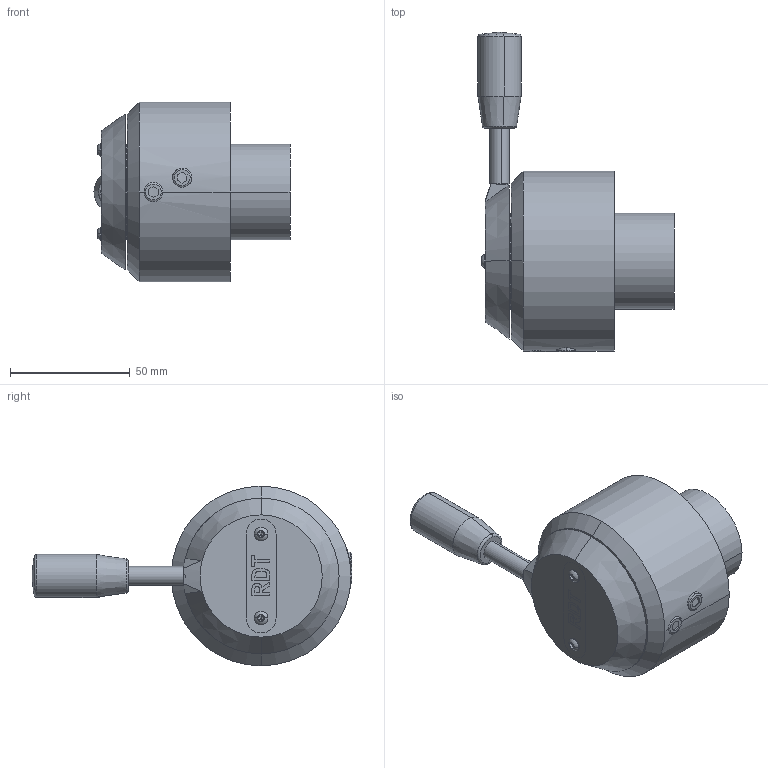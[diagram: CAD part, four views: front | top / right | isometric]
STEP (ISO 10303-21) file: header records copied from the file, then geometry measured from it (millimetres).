
FILE_DESCRIPTION (( 'STEP AP214' ), '1' );
FILE_NAME ('P-102-030-rev-B-1.STEP', '2021-06-02T14:05:23', ( '' ), ( '' ), 'SwSTEP 2.0', 'SolidWorks 2021', '' );
FILE_SCHEMA (( 'AUTOMOTIVE_DESIGN' ));
Length unit declared in the file: millimetre
Products named in the file (1): P-102-030-rev-B-1
Bounding box: 81.79 x 133.33 x 75 mm (x, y, z)
Volume: 252579.7 mm3; surface area: 38448.9 mm2
Topology: 6 solids, 6 shells, 281 faces, 670 edges, 415 vertices
Faces by surface type: plane 115, cylinder 90, cone 43, bspline 17, torus 10, sphere 6
Entity records: 12766 total; most frequent: CARTESIAN_POINT 3508, ORIENTED_EDGE 1308, DIRECTION 1277, EDGE_CURVE 654, AXIS2_PLACEMENT_3D 485, VERTEX_POINT 415, EDGE_LOOP 321, LINE 307
